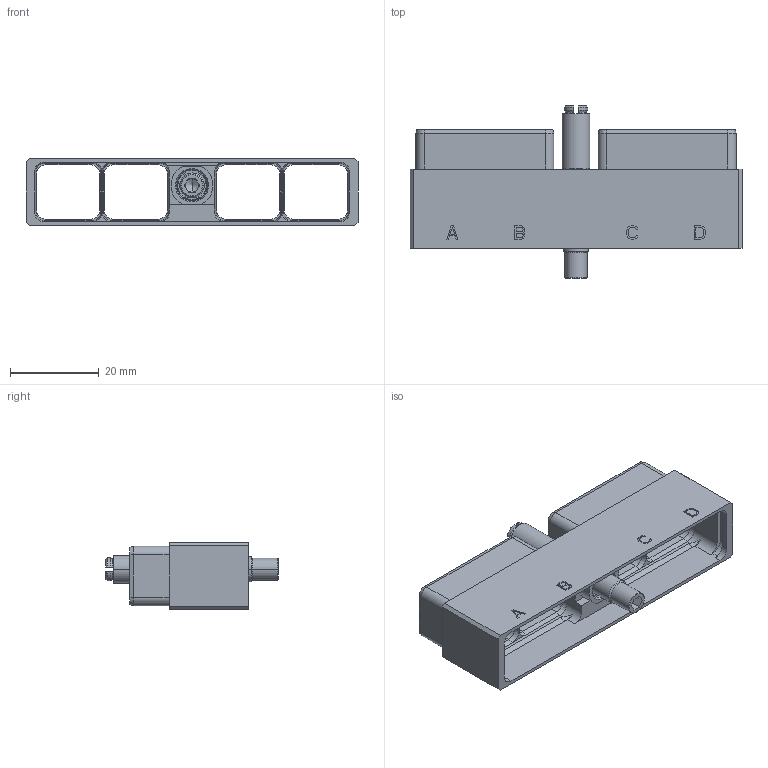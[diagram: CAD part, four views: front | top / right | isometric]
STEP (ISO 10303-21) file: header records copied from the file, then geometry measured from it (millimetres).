
FILE_DESCRIPTION((''),'2;1');
FILE_NAME('33505224019SIM','2020-03-10T',('presta_be4'),(''),'CREO PARAMETRIC BY PTC INC, 2018360','CREO PARAMETRIC BY PTC INC, 2018360','');
FILE_SCHEMA(('CONFIG_CONTROL_DESIGN'));
Length unit declared in the file: millimetre
Products named in the file (1): 33505224019SIM
Bounding box: 74.93 x 38.9 x 15.11 mm (x, y, z)
Volume: 7009.5 mm3; surface area: 13027.4 mm2
Topology: 1 solids, 1 shells, 756 faces, 2073 edges, 1339 vertices
Faces by surface type: plane 549, cylinder 127, cone 76, torus 4
Entity records: 24022 total; most frequent: CARTESIAN_POINT 4627, ORIENTED_EDGE 4138, DIRECTION 3871, EDGE_CURVE 2069, VECTOR 1647, LINE 1647, VERTEX_POINT 1339, AXIS2_PLACEMENT_3D 1112
